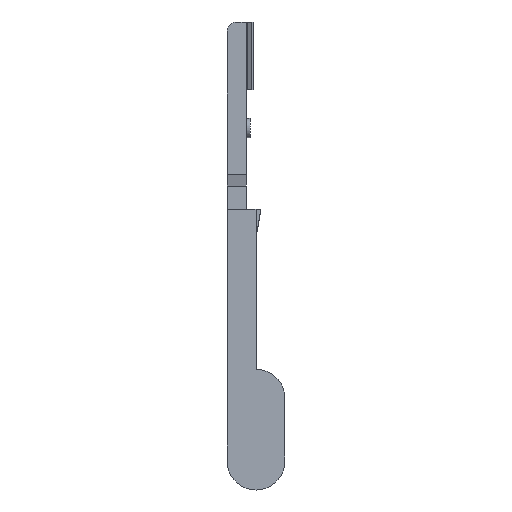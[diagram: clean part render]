
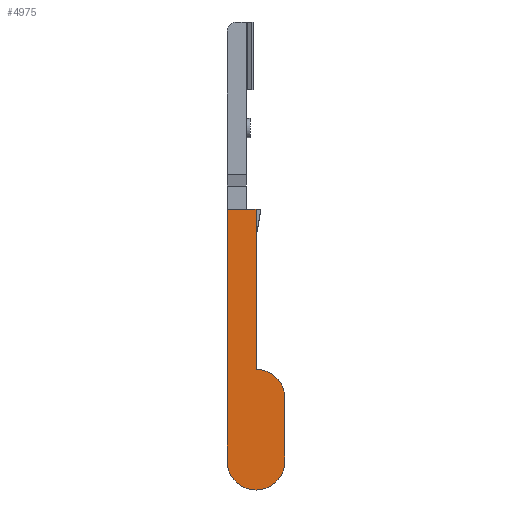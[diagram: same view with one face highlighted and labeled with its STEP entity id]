
A CAD part, left-side view. The second image highlights one B-rep face of the part: STEP entity #4975.
In plain terms, the highlighted planar face has unit normal (-1, 0, 0).
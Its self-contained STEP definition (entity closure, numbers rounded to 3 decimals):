
#4428=AXIS2_PLACEMENT_3D('Circle Axis2P3D',#4426,#4427,$) ;
#4881=AXIS2_PLACEMENT_3D('Circle Axis2P3D',#4879,#4880,$) ;
#4951=AXIS2_PLACEMENT_3D('Circle Axis2P3D',#4949,#4950,$) ;
#4964=AXIS2_PLACEMENT_3D('Plane Axis2P3D',#4961,#4962,#4963) ;
#731=CARTESIAN_POINT('Vertex',(0.,6.,29.1)) ;
#734=CARTESIAN_POINT('Line Origine',(0.,4.5,29.1)) ;
#738=CARTESIAN_POINT('Vertex',(0.,3.,29.1)) ;
#1059=CARTESIAN_POINT('Line Origine',(0.,3.,20.8)) ;
#1063=CARTESIAN_POINT('Vertex',(0.,3.,12.5)) ;
#4426=CARTESIAN_POINT('Axis2P3D Location',(0.,3.,3.)) ;
#4430=CARTESIAN_POINT('Vertex',(0.,0.,3.)) ;
#4432=CARTESIAN_POINT('Vertex',(0.,3.,0.)) ;
#4508=CARTESIAN_POINT('Vertex',(0.,6.,3.)) ;
#4511=CARTESIAN_POINT('Line Origine',(0.,6.,16.05)) ;
#4879=CARTESIAN_POINT('Axis2P3D Location',(0.,3.,3.)) ;
#4929=CARTESIAN_POINT('Vertex',(0.,0.,9.5)) ;
#4932=CARTESIAN_POINT('Line Origine',(0.,0.,6.25)) ;
#4949=CARTESIAN_POINT('Axis2P3D Location',(0.,3.,9.5)) ;
#4961=CARTESIAN_POINT('Axis2P3D Location',(0.,6.,48.5)) ;
#735=DIRECTION('Vector Direction',(0.,-1.,0.)) ;
#1060=DIRECTION('Vector Direction',(0.,0.,-1.)) ;
#4427=DIRECTION('Axis2P3D Direction',(-1.,0.,0.)) ;
#4512=DIRECTION('Vector Direction',(0.,0.,-1.)) ;
#4880=DIRECTION('Axis2P3D Direction',(-1.,0.,0.)) ;
#4933=DIRECTION('Vector Direction',(0.,0.,-1.)) ;
#4950=DIRECTION('Axis2P3D Direction',(1.,0.,0.)) ;
#4962=DIRECTION('Axis2P3D Direction',(-1.,0.,0.)) ;
#4963=DIRECTION('Axis2P3D XDirection',(0.,0.,-1.)) ;
#736=VECTOR('Line Direction',#735,1.) ;
#1061=VECTOR('Line Direction',#1060,1.) ;
#4513=VECTOR('Line Direction',#4512,1.) ;
#4934=VECTOR('Line Direction',#4933,1.) ;
#4967=ORIENTED_EDGE('',*,*,#4936,.T.) ;
#4968=ORIENTED_EDGE('',*,*,#4953,.F.) ;
#4969=ORIENTED_EDGE('',*,*,#1065,.F.) ;
#4970=ORIENTED_EDGE('',*,*,#740,.F.) ;
#4971=ORIENTED_EDGE('',*,*,#4515,.F.) ;
#4972=ORIENTED_EDGE('',*,*,#4883,.F.) ;
#4973=ORIENTED_EDGE('',*,*,#4434,.F.) ;
#4975=ADVANCED_FACE('Hauptkoerper',(#4974),#4965,.T.) ;
#4429=CIRCLE('generated circle',#4428,3.) ;
#4882=CIRCLE('generated circle',#4881,3.) ;
#4952=CIRCLE('generated circle',#4951,3.) ;
#740=EDGE_CURVE('',#732,#739,#737,.T.) ;
#1065=EDGE_CURVE('',#739,#1064,#1062,.T.) ;
#4434=EDGE_CURVE('',#4431,#4433,#4429,.F.) ;
#4515=EDGE_CURVE('',#4509,#732,#4514,.F.) ;
#4883=EDGE_CURVE('',#4433,#4509,#4882,.F.) ;
#4936=EDGE_CURVE('',#4431,#4930,#4935,.F.) ;
#4953=EDGE_CURVE('',#1064,#4930,#4952,.T.) ;
#4966=EDGE_LOOP('',(#4967,#4968,#4969,#4970,#4971,#4972,#4973)) ;
#4974=FACE_OUTER_BOUND('',#4966,.T.) ;
#737=LINE('Line',#734,#736) ;
#1062=LINE('Line',#1059,#1061) ;
#4514=LINE('Line',#4511,#4513) ;
#4935=LINE('Line',#4932,#4934) ;
#4965=PLANE('',#4964) ;
#732=VERTEX_POINT('',#731) ;
#739=VERTEX_POINT('',#738) ;
#1064=VERTEX_POINT('',#1063) ;
#4431=VERTEX_POINT('',#4430) ;
#4433=VERTEX_POINT('',#4432) ;
#4509=VERTEX_POINT('',#4508) ;
#4930=VERTEX_POINT('',#4929) ;
